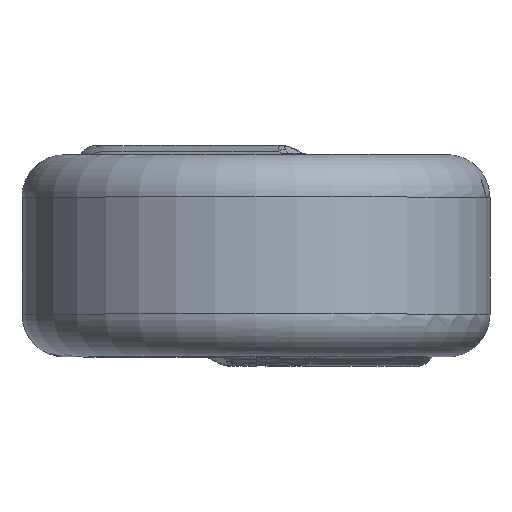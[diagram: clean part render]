
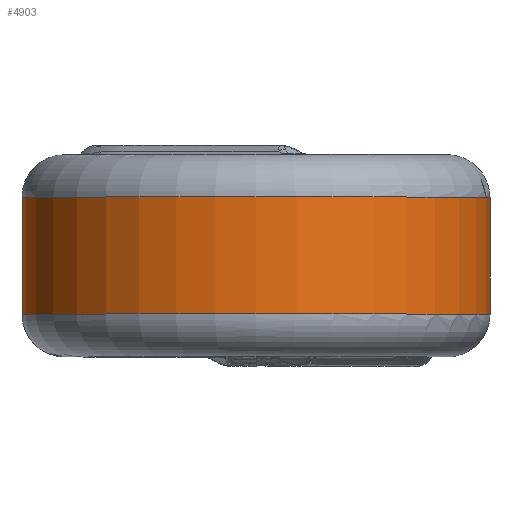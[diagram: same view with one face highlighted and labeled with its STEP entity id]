
A CAD part, top view. The second image highlights one B-rep face of the part: STEP entity #4903.
In plain terms, the highlighted cylindrical face has radius 5.5 mm (diameter 11 mm), a full revolution.
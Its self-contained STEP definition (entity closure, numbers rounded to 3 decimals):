
#35=CYLINDRICAL_SURFACE('',#5051,5.5);
#144=CIRCLE('',#5052,5.5);
#145=CIRCLE('',#5053,5.5);
#1406=ORIENTED_EDGE('',*,*,#2136,.T.);
#1407=ORIENTED_EDGE('',*,*,#2137,.T.);
#2136=EDGE_CURVE('',#2516,#2516,#144,.F.);
#2137=EDGE_CURVE('',#2517,#2517,#145,.T.);
#2516=VERTEX_POINT('',#12402);
#2517=VERTEX_POINT('',#12404);
#3020=EDGE_LOOP('',(#1406));
#3021=EDGE_LOOP('',(#1407));
#3242=FACE_BOUND('',#3020,.T.);
#3243=FACE_BOUND('',#3021,.T.);
#4903=ADVANCED_FACE('',(#3242,#3243),#35,.T.);
#5051=AXIS2_PLACEMENT_3D('',#12400,#5502,#5503);
#5052=AXIS2_PLACEMENT_3D('',#12401,#5504,#5505);
#5053=AXIS2_PLACEMENT_3D('',#12403,#5506,#5507);
#5502=DIRECTION('',(0.,1.,0.));
#5503=DIRECTION('',(0.,0.,1.));
#5504=DIRECTION('',(0.,1.,0.));
#5505=DIRECTION('',(0.,0.,1.));
#5506=DIRECTION('',(0.,1.,0.));
#5507=DIRECTION('',(0.,0.,1.));
#12400=CARTESIAN_POINT('',(0.,-2.375,0.));
#12401=CARTESIAN_POINT('',(0.,1.375,0.));
#12402=CARTESIAN_POINT('',(0.,1.375,5.5));
#12403=CARTESIAN_POINT('',(0.,-1.375,0.));
#12404=CARTESIAN_POINT('',(0.,-1.375,5.5));
